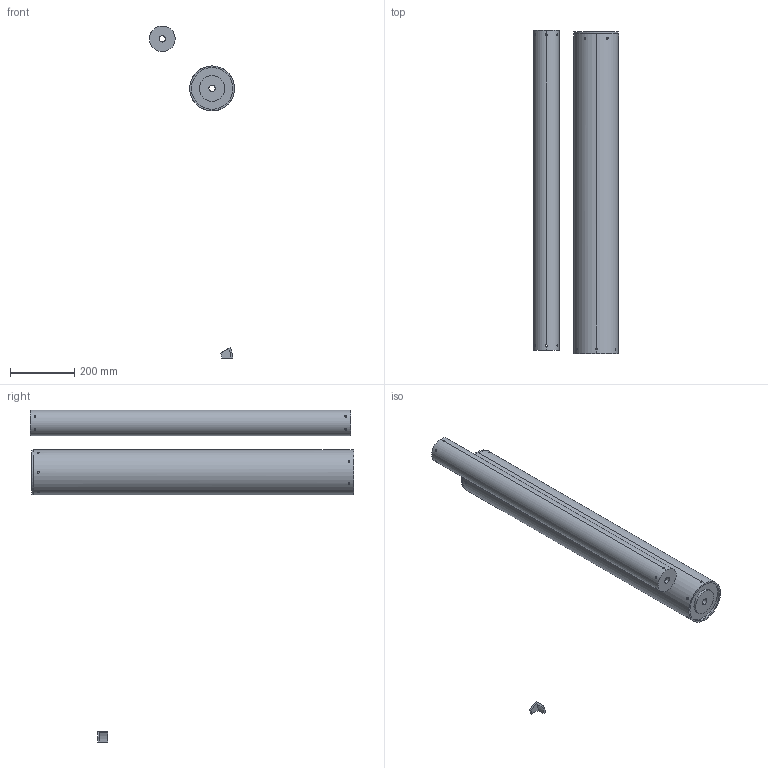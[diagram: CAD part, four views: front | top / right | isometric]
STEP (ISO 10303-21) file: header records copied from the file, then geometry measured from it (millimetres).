
FILE_DESCRIPTION (( 'STEP AP203' ), '1' );
FILE_NAME ('test_bed_21_09.STEP', '2023-09-21T12:43:05', ( '' ), ( '' ), 'SwSTEP 2.0', 'SolidWorks 2023', '' );
FILE_SCHEMA (( 'CONFIG_CONTROL_DESIGN' ));
Length unit declared in the file: millimetre
Products named in the file (7): C-M30W407998A_Removable_Cap_NEWSTYLE; bracket; fuel_grain; inner_ring (1); inner_ring2 (1); long_tube; test_bed_21_09
Assembly tree (8 placements, depth 2):
  test_bed_21_09
    long_tube
    C-M30W407998A_Removable_Cap_NEWSTYLE
    bracket
    inner_ring (1)  x2
    inner_ring2 (1)
    fuel_grain  x2
Bounding box: 265.43 x 1010.34 x 1036.39 mm (x, y, z)
Volume: 11959740.6 mm3; surface area: 1639379.3 mm2
Topology: 8 solids, 8 shells, 208 faces, 636 edges, 424 vertices
Faces by surface type: cylinder 184, plane 24
Entity records: 10301 total; most frequent: CARTESIAN_POINT 5507, ORIENTED_EDGE 888, DIRECTION 706, EDGE_CURVE 444, VERTEX_POINT 296, AXIS2_PLACEMENT_3D 271, EDGE_LOOP 248, B_SPLINE_CURVE_WITH_KNOTS 168
